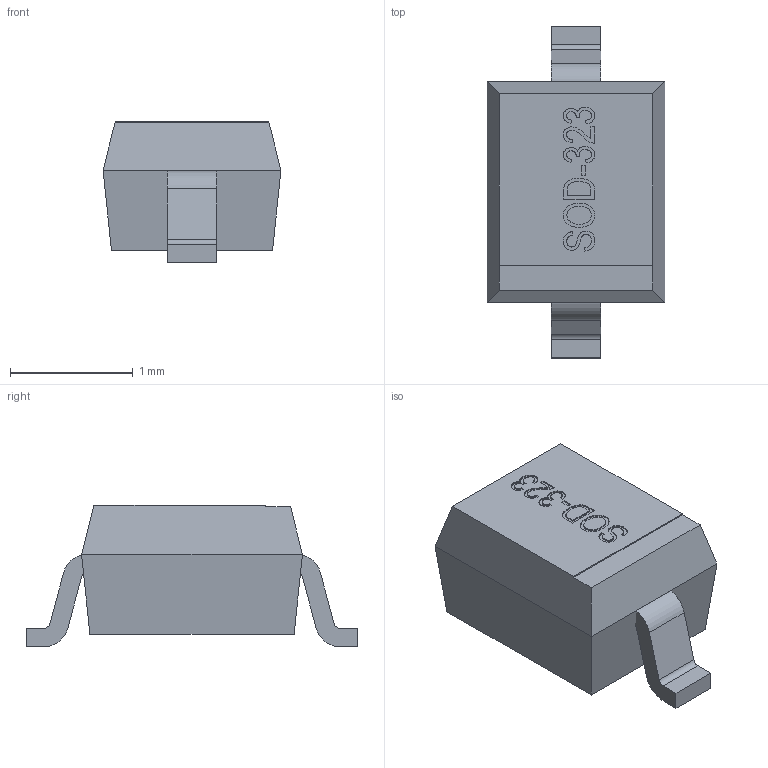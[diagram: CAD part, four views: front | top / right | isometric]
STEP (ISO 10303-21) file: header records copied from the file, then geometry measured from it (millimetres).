
FILE_DESCRIPTION(/* description */ (''),/* implementation_level */ '2;1');
FILE_NAME(/* name */ 'Diode - SOD-323 v2.step',/* time_stamp */ '2023-06-29T11:09:56+01:00',/* author */ (''),/* organization */ (''),/* preprocessor_version */ 'ST-DEVELOPER v19.2',/* originating_system */ 'Autodesk Translation Framework v12.6.0.85',/* authorisation */ '');
FILE_SCHEMA (('AUTOMOTIVE_DESIGN { 1 0 10303 214 3 1 1 }'));
Length unit declared in the file: millimetre
Products named in the file (2): Diode - SOD-323; Component1
Assembly tree (1 placements, depth 2):
  Diode - SOD-323
    Component1
Bounding box: 1.45 x 2.7 x 1.15 mm (x, y, z)
Volume: 2.6 mm3; surface area: 13.4 mm2
Topology: 3 solids, 3 shells, 139 faces, 368 edges, 244 vertices
Faces by surface type: bspline 66, plane 65, cylinder 8
Entity records: 7986 total; most frequent: CARTESIAN_POINT 4812, ORIENTED_EDGE 736, DIRECTION 404, EDGE_CURVE 368, VERTEX_POINT 244, LINE 220, VECTOR 220, EDGE_LOOP 148
